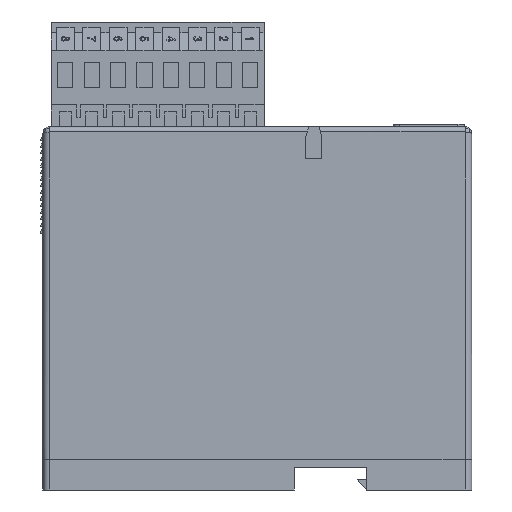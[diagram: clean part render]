
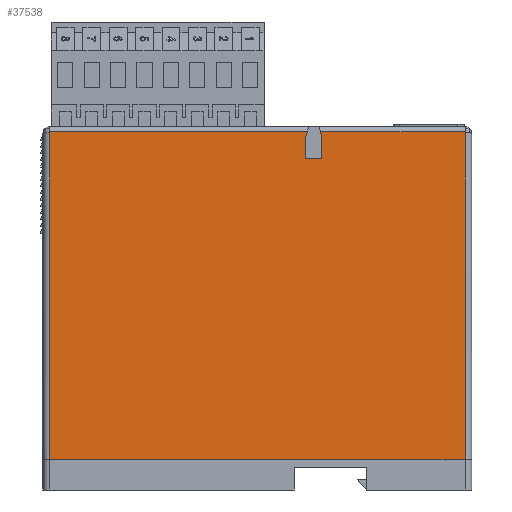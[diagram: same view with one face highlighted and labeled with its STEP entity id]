
A CAD part, front view. The second image highlights one B-rep face of the part: STEP entity #37538.
In plain terms, the highlighted planar face has unit normal (0, -1, 0).
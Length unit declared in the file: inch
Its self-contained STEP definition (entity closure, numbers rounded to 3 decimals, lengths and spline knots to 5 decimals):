
#37351=CARTESIAN_POINT('',(0.71418,0.58817,0.22874));
#37352=VERTEX_POINT('',#37351);
#37353=CARTESIAN_POINT('',(3.86457,0.58817,0.22874));
#37354=VERTEX_POINT('',#37353);
#37355=CARTESIAN_POINT('',(0.71418,0.58817,0.22874));
#37356=DIRECTION('',(1.0,0.0,0.0));
#37357=VECTOR('',#37356,3.15039);
#37358=LINE('',#37355,#37357);
#37359=EDGE_CURVE('',#37352,#37354,#37358,.T.);
#37460=CARTESIAN_POINT('',(3.94334,0.58817,2.77793));
#37461=DIRECTION('',(0.0,-1.0,0.0));
#37462=DIRECTION('',(0.0,0.0,-1.0));
#37463=AXIS2_PLACEMENT_3D('',#37460,#37461,#37462);
#37464=PLANE('',#37463);
#37465=CARTESIAN_POINT('',(0.71418,0.58817,2.71574));
#37466=VERTEX_POINT('',#37465);
#37467=CARTESIAN_POINT('',(0.71418,0.58817,0.22874));
#37468=DIRECTION('',(0.0,0.0,1.0));
#37469=VECTOR('',#37468,2.487);
#37470=LINE('',#37467,#37469);
#37471=EDGE_CURVE('',#37352,#37466,#37470,.T.);
#37472=ORIENTED_EDGE('',*,*,#37471,.F.);
#37473=ORIENTED_EDGE('',*,*,#37359,.T.);
#37474=CARTESIAN_POINT('',(3.86457,0.58817,2.71574));
#37475=VERTEX_POINT('',#37474);
#37476=CARTESIAN_POINT('',(3.86457,0.58817,0.22874));
#37477=DIRECTION('',(0.0,0.0,1.0));
#37478=VECTOR('',#37477,2.487);
#37479=LINE('',#37476,#37478);
#37480=EDGE_CURVE('',#37354,#37475,#37479,.T.);
#37481=ORIENTED_EDGE('',*,*,#37480,.T.);
#37482=CARTESIAN_POINT('',(2.74945,0.58817,2.71574));
#37483=VERTEX_POINT('',#37482);
#37484=CARTESIAN_POINT('',(2.74945,0.58817,2.71574));
#37485=DIRECTION('',(1.0,0.0,0.0));
#37486=VECTOR('',#37485,1.11512);
#37487=LINE('',#37484,#37486);
#37488=EDGE_CURVE('',#37483,#37475,#37487,.T.);
#37489=ORIENTED_EDGE('',*,*,#37488,.F.);
#37490=CARTESIAN_POINT('',(2.76181,0.58817,2.67592));
#37491=VERTEX_POINT('',#37490);
#37492=CARTESIAN_POINT('',(2.76181,0.58817,2.67592));
#37493=DIRECTION('',(-0.296,0.0,0.955));
#37494=VECTOR('',#37493,0.0417);
#37495=LINE('',#37492,#37494);
#37496=EDGE_CURVE('',#37491,#37483,#37495,.T.);
#37497=ORIENTED_EDGE('',*,*,#37496,.F.);
#37498=CARTESIAN_POINT('',(2.76181,0.58817,2.51068));
#37499=VERTEX_POINT('',#37498);
#37500=CARTESIAN_POINT('',(2.76181,0.58817,2.51068));
#37501=DIRECTION('',(0.0,0.0,1.0));
#37502=VECTOR('',#37501,0.16524);
#37503=LINE('',#37500,#37502);
#37504=EDGE_CURVE('',#37499,#37491,#37503,.T.);
#37505=ORIENTED_EDGE('',*,*,#37504,.F.);
#37506=CARTESIAN_POINT('',(2.67527,0.58817,2.51068));
#37507=VERTEX_POINT('',#37506);
#37508=CARTESIAN_POINT('',(2.67527,0.58817,2.51068));
#37509=DIRECTION('',(1.0,0.0,0.0));
#37510=VECTOR('',#37509,0.08654);
#37511=LINE('',#37508,#37510);
#37512=EDGE_CURVE('',#37507,#37499,#37511,.T.);
#37513=ORIENTED_EDGE('',*,*,#37512,.F.);
#37514=CARTESIAN_POINT('',(2.67527,0.58817,2.67783));
#37515=VERTEX_POINT('',#37514);
#37516=CARTESIAN_POINT('',(2.67527,0.58817,2.67783));
#37517=DIRECTION('',(0.0,0.0,-1.0));
#37518=VECTOR('',#37517,0.16716);
#37519=LINE('',#37516,#37518);
#37520=EDGE_CURVE('',#37515,#37507,#37519,.T.);
#37521=ORIENTED_EDGE('',*,*,#37520,.F.);
#37522=CARTESIAN_POINT('',(2.68704,0.58817,2.71574));
#37523=VERTEX_POINT('',#37522);
#37524=CARTESIAN_POINT('',(2.68704,0.58817,2.71574));
#37525=DIRECTION('',(-0.296,0.0,-0.955));
#37526=VECTOR('',#37525,0.03969);
#37527=LINE('',#37524,#37526);
#37528=EDGE_CURVE('',#37523,#37515,#37527,.T.);
#37529=ORIENTED_EDGE('',*,*,#37528,.F.);
#37530=CARTESIAN_POINT('',(0.71418,0.58817,2.71574));
#37531=DIRECTION('',(1.0,0.0,0.0));
#37532=VECTOR('',#37531,1.97286);
#37533=LINE('',#37530,#37532);
#37534=EDGE_CURVE('',#37466,#37523,#37533,.T.);
#37535=ORIENTED_EDGE('',*,*,#37534,.F.);
#37536=EDGE_LOOP('',(#37472,#37473,#37481,#37489,#37497,#37505,#37513,#37521,#37529,#37535));
#37537=FACE_OUTER_BOUND('',#37536,.T.);
#37538=ADVANCED_FACE('',(#37537),#37464,.T.);
